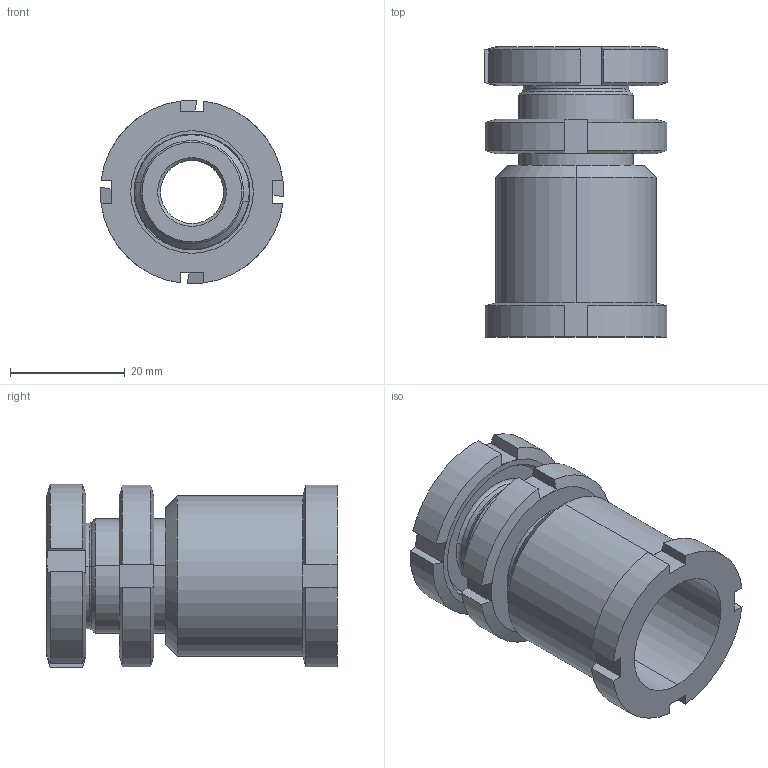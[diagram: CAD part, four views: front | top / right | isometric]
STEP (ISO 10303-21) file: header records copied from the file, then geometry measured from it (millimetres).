
FILE_DESCRIPTION (( 'STEP AP214' ), '1' );
FILE_NAME ('HVSK 20-11 0 A1.STEP', '2015-08-18T14:59:31', ( '' ), ( '' ), 'SwSTEP 2.0', 'SolidWorks 2015', '' );
FILE_SCHEMA (( 'AUTOMOTIVE_DESIGN' ));
Length unit declared in the file: millimetre
Products named in the file (4): KM 20-0 A1; HVS 20 2-0 A1; HVS 20-11 1-0 A1; HVSK 20-11 0 A1
Assembly tree (3 placements, depth 2):
  HVSK 20-11 0 A1
    HVS 20 2-0 A1
    HVS 20-11 1-0 A1
    KM 20-0 A1
Bounding box: 31.96 x 50.65 x 31.96 mm (x, y, z)
Volume: 21916.2 mm3; surface area: 12582.6 mm2
Topology: 3 solids, 3 shells, 127 faces, 296 edges, 178 vertices
Faces by surface type: plane 45, cone 42, cylinder 30, torus 10
Entity records: 4014 total; most frequent: CARTESIAN_POINT 967, DIRECTION 598, ORIENTED_EDGE 592, EDGE_CURVE 296, AXIS2_PLACEMENT_3D 249, VERTEX_POINT 178, EDGE_LOOP 136, FACE_OUTER_BOUND 127
